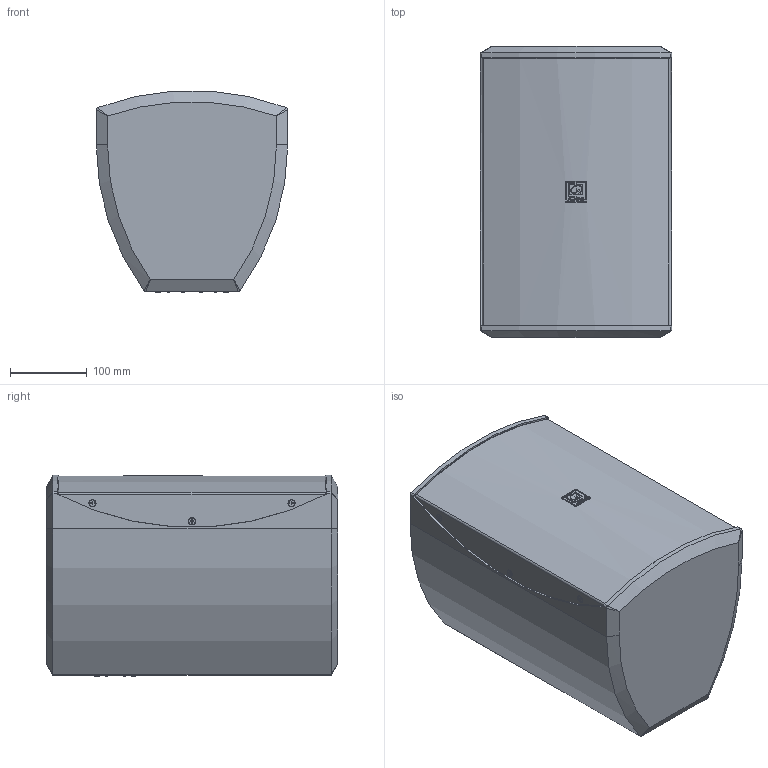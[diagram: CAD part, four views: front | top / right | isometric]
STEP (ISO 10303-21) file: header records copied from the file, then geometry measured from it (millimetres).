
FILE_DESCRIPTION(/* description */ (''),/* implementation_level */ '2;1');
FILE_NAME(/* name */ 'AUDAC-VEXO8.stp',/* time_stamp */ '2021-03-22T13:58:52+01:00',/* author */ ('kamiel'),/* organization */ (''),/* preprocessor_version */ 'ST-DEVELOPER v18.1',/* originating_system */ 'Autodesk Inventor 2021',/* authorisation */ '');
FILE_SCHEMA (('AUTOMOTIVE_DESIGN { 1 0 10303 214 3 1 1 }'));
Length unit declared in the file: millimetre
Products named in the file (1): AUDAC-VEXO8
Bounding box: 250 x 380.01 x 263.17 mm (x, y, z)
Volume: 20952802.7 mm3; surface area: 438017 mm2
Topology: 1 solids, 1 shells, 525 faces, 1415 edges, 914 vertices
Faces by surface type: plane 238, cone 140, torus 64, cylinder 46, bspline 29, sphere 8
Full cylindrical faces by diameter (mm): 4.917 x5, 8.4 x6
Entity records: 19274 total; most frequent: CARTESIAN_POINT 6064, ORIENTED_EDGE 2798, DIRECTION 2499, EDGE_CURVE 1399, AXIS2_PLACEMENT_3D 945, VERTEX_POINT 914, LINE 609, VECTOR 609
